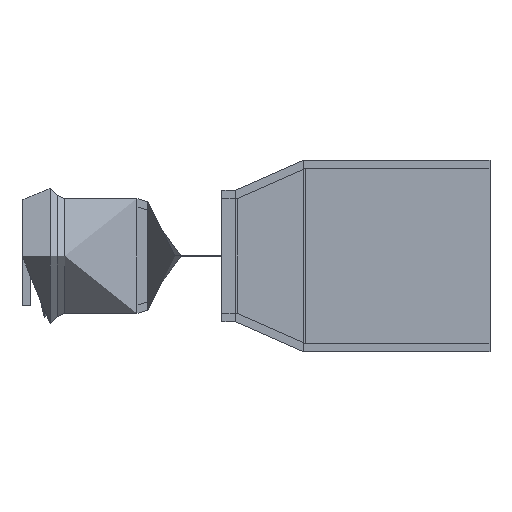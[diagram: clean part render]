
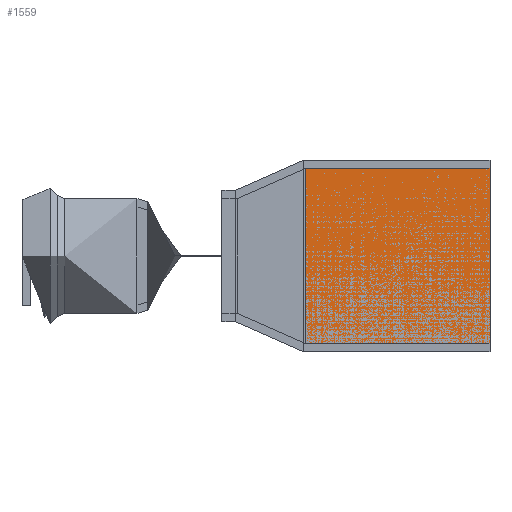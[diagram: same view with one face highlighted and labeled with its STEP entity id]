
A CAD part, top view. The second image highlights one B-rep face of the part: STEP entity #1559.
In plain terms, the highlighted free-form (B-spline) face has degree [1, 2] with [2, 9] control points.
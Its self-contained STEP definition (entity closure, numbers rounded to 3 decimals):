
#1515 = VERTEX_POINT('',#1516);
#1516 = CARTESIAN_POINT('',(-15.315,-16.,0.));
#1521 = EDGE_CURVE('',#1522,#1515,#1524,.T.);
#1522 = VERTEX_POINT('',#1523);
#1523 = CARTESIAN_POINT('',(-15.315,16.,0.));
#1524 = ( BOUNDED_CURVE() B_SPLINE_CURVE(2,(#1525,#1526,#1527,#1528,
#1529),.UNSPECIFIED.,.F.,.F.) B_SPLINE_CURVE_WITH_KNOTS((3,2,3),(0.,
1.571,3.142),.UNSPECIFIED.) CURVE() 
GEOMETRIC_REPRESENTATION_ITEM() RATIONAL_B_SPLINE_CURVE((1.,
0.707,1.,0.707,1.)) REPRESENTATION_ITEM('') );
#1525 = CARTESIAN_POINT('',(-15.315,16.,0.));
#1526 = CARTESIAN_POINT('',(-15.315,16.,16.));
#1527 = CARTESIAN_POINT('',(-15.315,0.,16.));
#1528 = CARTESIAN_POINT('',(-15.315,-16.,16.));
#1529 = CARTESIAN_POINT('',(-15.315,-16.,0.));
#1531 = EDGE_CURVE('',#1515,#1522,#1532,.T.);
#1532 = ( BOUNDED_CURVE() B_SPLINE_CURVE(2,(#1533,#1534,#1535,#1536,
#1537),.UNSPECIFIED.,.F.,.F.) B_SPLINE_CURVE_WITH_KNOTS((3,2,3),(
    3.142,4.712,6.283),
.PIECEWISE_BEZIER_KNOTS.) CURVE() GEOMETRIC_REPRESENTATION_ITEM() 
RATIONAL_B_SPLINE_CURVE((1.,0.707,1.,0.707,1.)) 
REPRESENTATION_ITEM('') );
#1533 = CARTESIAN_POINT('',(-15.315,-16.,0.));
#1534 = CARTESIAN_POINT('',(-15.315,-16.,-16.));
#1535 = CARTESIAN_POINT('',(-15.315,0.,-16.));
#1536 = CARTESIAN_POINT('',(-15.315,16.,-16.));
#1537 = CARTESIAN_POINT('',(-15.315,16.,0.));
#1559 = ADVANCED_FACE('',(#1560),#1590,.T.);
#1560 = FACE_BOUND('',#1561,.T.);
#1561 = EDGE_LOOP('',(#1562,#1563,#1570,#1580,#1588,#1589));
#1562 = ORIENTED_EDGE('',*,*,#1521,.T.);
#1563 = ORIENTED_EDGE('',*,*,#1564,.T.);
#1564 = EDGE_CURVE('',#1515,#1565,#1567,.T.);
#1565 = VERTEX_POINT('',#1566);
#1566 = CARTESIAN_POINT('',(-49.,-16.,0.));
#1567 = B_SPLINE_CURVE_WITH_KNOTS('',1,(#1568,#1569),.UNSPECIFIED.,.F.,
  .F.,(2,2),(-1.053,1.053),.PIECEWISE_BEZIER_KNOTS.);
#1568 = CARTESIAN_POINT('',(-15.315,-16.,0.));
#1569 = CARTESIAN_POINT('',(-49.,-16.,0.));
#1570 = ORIENTED_EDGE('',*,*,#1571,.F.);
#1571 = EDGE_CURVE('',#1572,#1565,#1574,.T.);
#1572 = VERTEX_POINT('',#1573);
#1573 = CARTESIAN_POINT('',(-49.,16.,0.));
#1574 = ( BOUNDED_CURVE() B_SPLINE_CURVE(2,(#1575,#1576,#1577,#1578,
#1579),.UNSPECIFIED.,.F.,.F.) B_SPLINE_CURVE_WITH_KNOTS((3,2,3),(0.,
1.571,3.142),.UNSPECIFIED.) CURVE() 
GEOMETRIC_REPRESENTATION_ITEM() RATIONAL_B_SPLINE_CURVE((1.,
0.707,1.,0.707,1.)) REPRESENTATION_ITEM('') );
#1575 = CARTESIAN_POINT('',(-49.,16.,0.));
#1576 = CARTESIAN_POINT('',(-49.,16.,16.));
#1577 = CARTESIAN_POINT('',(-49.,0.,16.));
#1578 = CARTESIAN_POINT('',(-49.,-16.,16.));
#1579 = CARTESIAN_POINT('',(-49.,-16.,0.));
#1580 = ORIENTED_EDGE('',*,*,#1581,.F.);
#1581 = EDGE_CURVE('',#1565,#1572,#1582,.T.);
#1582 = ( BOUNDED_CURVE() B_SPLINE_CURVE(2,(#1583,#1584,#1585,#1586,
#1587),.UNSPECIFIED.,.F.,.F.) B_SPLINE_CURVE_WITH_KNOTS((3,2,3),(
    3.142,4.712,6.283),
.PIECEWISE_BEZIER_KNOTS.) CURVE() GEOMETRIC_REPRESENTATION_ITEM() 
RATIONAL_B_SPLINE_CURVE((1.,0.707,1.,0.707,1.)) 
REPRESENTATION_ITEM('') );
#1583 = CARTESIAN_POINT('',(-49.,-16.,0.));
#1584 = CARTESIAN_POINT('',(-49.,-16.,-16.));
#1585 = CARTESIAN_POINT('',(-49.,0.,-16.));
#1586 = CARTESIAN_POINT('',(-49.,16.,-16.));
#1587 = CARTESIAN_POINT('',(-49.,16.,0.));
#1588 = ORIENTED_EDGE('',*,*,#1564,.F.);
#1589 = ORIENTED_EDGE('',*,*,#1531,.T.);
#1590 = ( BOUNDED_SURFACE() B_SPLINE_SURFACE(1,2,(
    (#1591,#1592,#1593,#1594,#1595,#1596,#1597,#1598,#1599)
    ,(#1600,#1601,#1602,#1603,#1604,#1605,#1606,#1607,#1608
)),.UNSPECIFIED.,.F.,.T.,.F.) B_SPLINE_SURFACE_WITH_KNOTS((2,2),(1,2,2,2
    ,2,2,1),(-1.053,1.053),(-4.712,
    -3.142,-1.571,0.,1.571,3.142,
4.712),.UNSPECIFIED.) GEOMETRIC_REPRESENTATION_ITEM() 
RATIONAL_B_SPLINE_SURFACE((
    (1.,0.707,1.,0.707,1.,0.707,1.
      ,0.707,1.)
    ,(1.,0.707,1.,0.707,1.,0.707,1.
,0.707,1.))) REPRESENTATION_ITEM('') SURFACE() );
#1591 = CARTESIAN_POINT('',(-49.,-16.,0.));
#1592 = CARTESIAN_POINT('',(-49.,-16.,-16.));
#1593 = CARTESIAN_POINT('',(-49.,0.,-16.));
#1594 = CARTESIAN_POINT('',(-49.,16.,-16.));
#1595 = CARTESIAN_POINT('',(-49.,16.,0.));
#1596 = CARTESIAN_POINT('',(-49.,16.,16.));
#1597 = CARTESIAN_POINT('',(-49.,0.,16.));
#1598 = CARTESIAN_POINT('',(-49.,-16.,16.));
#1599 = CARTESIAN_POINT('',(-49.,-16.,0.));
#1600 = CARTESIAN_POINT('',(-15.315,-16.,0.));
#1601 = CARTESIAN_POINT('',(-15.315,-16.,-16.));
#1602 = CARTESIAN_POINT('',(-15.315,0.,-16.));
#1603 = CARTESIAN_POINT('',(-15.315,16.,-16.));
#1604 = CARTESIAN_POINT('',(-15.315,16.,0.));
#1605 = CARTESIAN_POINT('',(-15.315,16.,16.));
#1606 = CARTESIAN_POINT('',(-15.315,0.,16.));
#1607 = CARTESIAN_POINT('',(-15.315,-16.,16.));
#1608 = CARTESIAN_POINT('',(-15.315,-16.,0.));
